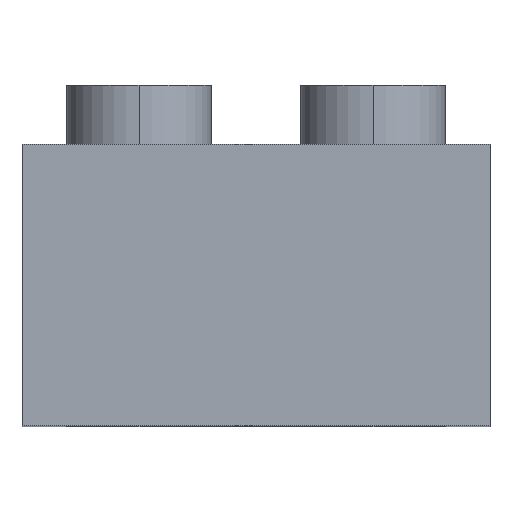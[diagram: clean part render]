
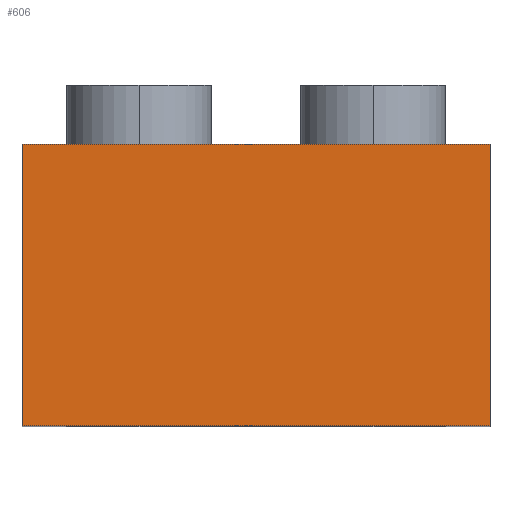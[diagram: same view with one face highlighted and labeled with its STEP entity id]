
A CAD part, top view. The second image highlights one B-rep face of the part: STEP entity #606.
In plain terms, the highlighted planar face has unit normal (0, 0, 1).
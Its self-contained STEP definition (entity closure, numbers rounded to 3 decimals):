
#65 = CARTESIAN_POINT ( 'NONE',  ( 0., -4.75, 0. ) ) ;
#121 = LINE ( 'NONE', #549, #474 ) ;
#130 = EDGE_CURVE ( 'NONE', #344, #1163, #1057, .T. ) ;
#236 = EDGE_LOOP ( 'NONE', ( #1178, #645, #1397, #914 ) ) ;
#281 = CARTESIAN_POINT ( 'NONE',  ( 0., -4.75, 0. ) ) ;
#285 = EDGE_CURVE ( 'NONE', #625, #344, #1102, .T. ) ;
#344 = VERTEX_POINT ( 'NONE', #281 ) ;
#419 = DIRECTION ( 'NONE',  ( -1., 0., 0. ) ) ;
#474 = VECTOR ( 'NONE', #1113, 1000. ) ;
#499 = VECTOR ( 'NONE', #504, 1000. ) ;
#504 = DIRECTION ( 'NONE',  ( 1., 0., 0. ) ) ;
#523 = FACE_OUTER_BOUND ( 'NONE', #236, .T. ) ;
#549 = CARTESIAN_POINT ( 'NONE',  ( 0., 4.75, 0. ) ) ;
#596 = VECTOR ( 'NONE', #866, 1000. ) ;
#606 = ADVANCED_FACE ( 'NONE', ( #523 ), #1114, .F. ) ;
#622 = CARTESIAN_POINT ( 'NONE',  ( 0., 4.75, 0. ) ) ;
#625 = VERTEX_POINT ( 'NONE', #1217 ) ;
#645 = ORIENTED_EDGE ( 'NONE', *, *, #1075, .F. ) ;
#651 = LINE ( 'NONE', #743, #596 ) ;
#743 = CARTESIAN_POINT ( 'NONE',  ( 15.8, 4.75, 0. ) ) ;
#866 = DIRECTION ( 'NONE',  ( 0., -1., 0. ) ) ;
#914 = ORIENTED_EDGE ( 'NONE', *, *, #285, .T. ) ;
#1017 = CARTESIAN_POINT ( 'NONE',  ( 15.8, -4.75, 0. ) ) ;
#1057 = LINE ( 'NONE', #65, #499 ) ;
#1071 = CARTESIAN_POINT ( 'NONE',  ( 0., 4.75, 0. ) ) ;
#1075 = EDGE_CURVE ( 'NONE', #1079, #1163, #651, .T. ) ;
#1079 = VERTEX_POINT ( 'NONE', #1330 ) ;
#1081 = DIRECTION ( 'NONE',  ( 0., 0., -1. ) ) ;
#1102 = LINE ( 'NONE', #1071, #1386 ) ;
#1113 = DIRECTION ( 'NONE',  ( 1., 0., 0. ) ) ;
#1114 = PLANE ( 'NONE',  #1213 ) ;
#1140 = EDGE_CURVE ( 'NONE', #625, #1079, #121, .T. ) ;
#1163 = VERTEX_POINT ( 'NONE', #1017 ) ;
#1178 = ORIENTED_EDGE ( 'NONE', *, *, #130, .T. ) ;
#1213 = AXIS2_PLACEMENT_3D ( 'NONE', #622, #1081, #419 ) ;
#1217 = CARTESIAN_POINT ( 'NONE',  ( 0., 4.75, 0. ) ) ;
#1317 = DIRECTION ( 'NONE',  ( 0., -1., 0. ) ) ;
#1330 = CARTESIAN_POINT ( 'NONE',  ( 15.8, 4.75, 0. ) ) ;
#1386 = VECTOR ( 'NONE', #1317, 1000. ) ;
#1397 = ORIENTED_EDGE ( 'NONE', *, *, #1140, .F. ) ;
